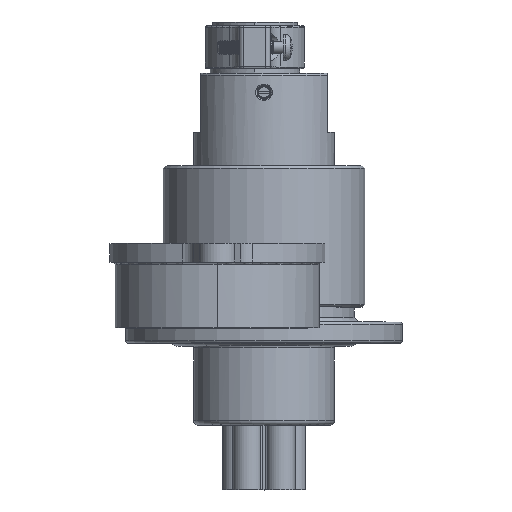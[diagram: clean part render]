
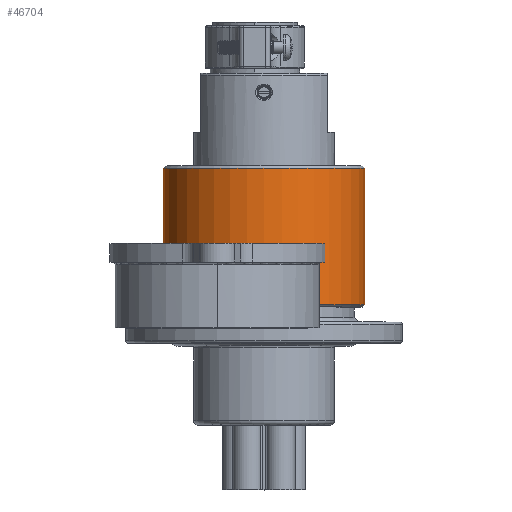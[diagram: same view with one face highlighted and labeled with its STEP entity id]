
A CAD part, top view. The second image highlights one B-rep face of the part: STEP entity #46704.
In plain terms, the highlighted cylindrical face has radius 21.5 mm (diameter 43 mm), a partial arc.
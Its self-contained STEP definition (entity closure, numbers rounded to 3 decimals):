
#5927=CARTESIAN_POINT('',(10.,2.,-15.));
#5928=DIRECTION('',(0.,1.,0.));
#5929=DIRECTION('',(-1.,0.,0.));
#5930=AXIS2_PLACEMENT_3D('',#5927,#5928,#5929);
#5932=CARTESIAN_POINT('',(10.,2.,-15.));
#5933=DIRECTION('',(0.,1.,0.));
#5934=DIRECTION('',(0.,0.,1.));
#5935=AXIS2_PLACEMENT_3D('',#5932,#5933,#5934);
#5941=DIRECTION('',(0.,1.,0.));
#5942=VECTOR('',#5941,29.1);
#5943=CARTESIAN_POINT('',(-11.5,2.,-15.));
#5944=LINE('',#5943,#5942);
#5945=DIRECTION('',(0.,1.,0.));
#5946=VECTOR('',#5945,29.1);
#5947=CARTESIAN_POINT('',(31.5,2.,-15.));
#5948=LINE('',#5947,#5946);
#5963=CARTESIAN_POINT('',(10.,31.1,-15.));
#5964=DIRECTION('',(0.,-1.,0.));
#5965=DIRECTION('',(1.,0.,0.));
#5966=AXIS2_PLACEMENT_3D('',#5963,#5964,#5965);
#5968=CARTESIAN_POINT('',(10.,31.1,-15.));
#5969=DIRECTION('',(0.,-1.,0.));
#5970=DIRECTION('',(0.,0.,1.));
#5971=AXIS2_PLACEMENT_3D('',#5968,#5969,#5970);
#36576=CARTESIAN_POINT('',(31.5,2.,-15.));
#36577=VERTEX_POINT('',#36576);
#36580=CARTESIAN_POINT('',(-11.5,2.,-15.));
#36581=VERTEX_POINT('',#36580);
#36582=CARTESIAN_POINT('',(10.,2.,6.5));
#36583=VERTEX_POINT('',#36582);
#36584=CARTESIAN_POINT('',(-11.5,31.1,-15.));
#36585=VERTEX_POINT('',#36584);
#36586=CARTESIAN_POINT('',(10.,31.1,6.5));
#36587=VERTEX_POINT('',#36586);
#36588=CARTESIAN_POINT('',(31.5,31.1,-15.));
#36589=VERTEX_POINT('',#36588);
#46687=CARTESIAN_POINT('',(10.,-0.005,-15.));
#46688=DIRECTION('',(0.,1.,0.));
#46689=DIRECTION('',(1.,0.,0.));
#46690=AXIS2_PLACEMENT_3D('',#46687,#46688,#46689);
#46691=CYLINDRICAL_SURFACE('',#46690,21.5);
#46692=ORIENTED_EDGE('',*,*,#46681,.F.);
#46693=ORIENTED_EDGE('',*,*,#46679,.F.);
#46695=ORIENTED_EDGE('',*,*,#46694,.T.);
#46697=ORIENTED_EDGE('',*,*,#46696,.F.);
#46699=ORIENTED_EDGE('',*,*,#46698,.F.);
#46701=ORIENTED_EDGE('',*,*,#46700,.F.);
#46702=EDGE_LOOP('',(#46692,#46693,#46695,#46697,#46699,#46701));
#46703=FACE_OUTER_BOUND('',#46702,.F.);
#46704=ADVANCED_FACE('',(#46703),#46691,.T.);
#5931=CIRCLE('',#5930,21.5);
#5936=CIRCLE('',#5935,21.5);
#5967=CIRCLE('',#5966,21.5);
#5972=CIRCLE('',#5971,21.5);
#46679=EDGE_CURVE('',#36581,#36583,#5931,.T.);
#46681=EDGE_CURVE('',#36583,#36577,#5936,.T.);
#46694=EDGE_CURVE('',#36581,#36585,#5944,.T.);
#46696=EDGE_CURVE('',#36587,#36585,#5972,.T.);
#46698=EDGE_CURVE('',#36589,#36587,#5967,.T.);
#46700=EDGE_CURVE('',#36577,#36589,#5948,.T.);
